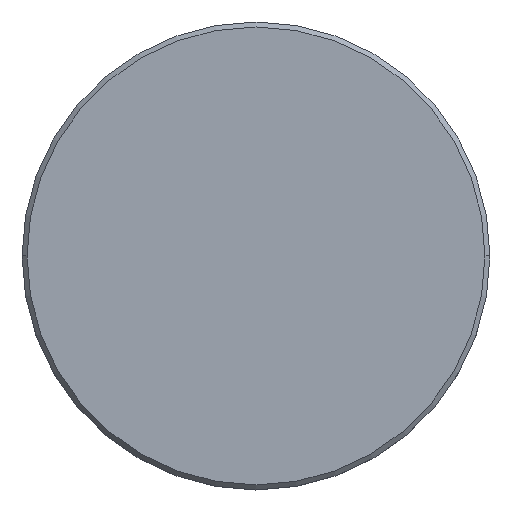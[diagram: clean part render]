
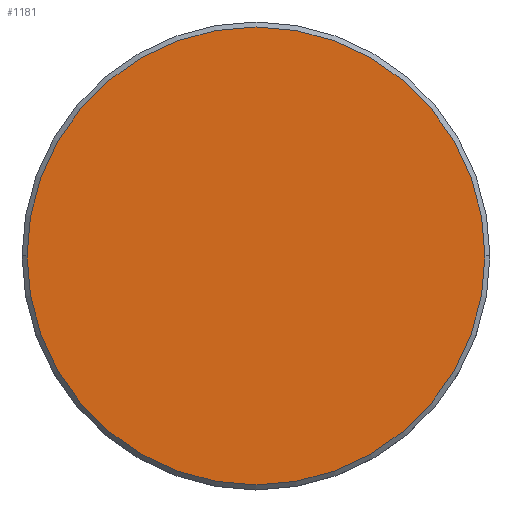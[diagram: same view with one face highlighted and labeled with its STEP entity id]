
A CAD part, top view. The second image highlights one B-rep face of the part: STEP entity #1181.
In plain terms, the highlighted planar face has unit normal (0, 0, 1).
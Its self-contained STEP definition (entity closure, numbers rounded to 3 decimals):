
#49 = AXIS2_PLACEMENT_3D ( 'NONE', #732, #1099, #190 ) ;
#112 = CARTESIAN_POINT ( 'NONE',  ( 0., 0., 0. ) ) ;
#154 = VERTEX_POINT ( 'NONE', #1145 ) ;
#159 = VERTEX_POINT ( 'NONE', #671 ) ;
#161 = DIRECTION ( 'NONE',  ( 1., 0., 0. ) ) ;
#175 = AXIS2_PLACEMENT_3D ( 'NONE', #112, #403, #222 ) ;
#190 = DIRECTION ( 'NONE',  ( 1., 0., 0. ) ) ;
#222 = DIRECTION ( 'NONE',  ( 1., 0., 0. ) ) ;
#271 = FACE_OUTER_BOUND ( 'NONE', #1085, .T. ) ;
#368 = CIRCLE ( 'NONE', #49, 23. ) ;
#403 = DIRECTION ( 'NONE',  ( 0., 0., 1. ) ) ;
#542 = EDGE_CURVE ( 'NONE', #154, #159, #682, .T. ) ;
#624 = PLANE ( 'NONE',  #991 ) ;
#671 = CARTESIAN_POINT ( 'NONE',  ( -23., 0., 0. ) ) ;
#682 = CIRCLE ( 'NONE', #175, 23. ) ;
#732 = CARTESIAN_POINT ( 'NONE',  ( 0., 0., 0. ) ) ;
#787 = CARTESIAN_POINT ( 'NONE',  ( 0., 0., 0. ) ) ;
#797 = ORIENTED_EDGE ( 'NONE', *, *, #542, .T. ) ;
#991 = AXIS2_PLACEMENT_3D ( 'NONE', #787, #1059, #161 ) ;
#1008 = EDGE_CURVE ( 'NONE', #159, #154, #368, .T. ) ;
#1059 = DIRECTION ( 'NONE',  ( 0., 0., 1. ) ) ;
#1085 = EDGE_LOOP ( 'NONE', ( #1155, #797 ) ) ;
#1099 = DIRECTION ( 'NONE',  ( 0., 0., 1. ) ) ;
#1145 = CARTESIAN_POINT ( 'NONE',  ( 23., 0., 0. ) ) ;
#1155 = ORIENTED_EDGE ( 'NONE', *, *, #1008, .T. ) ;
#1181 = ADVANCED_FACE ( 'NONE', ( #271 ), #624, .T. ) ;
